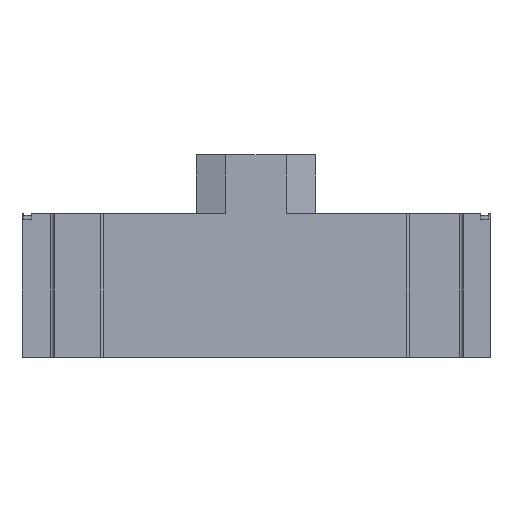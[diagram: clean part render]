
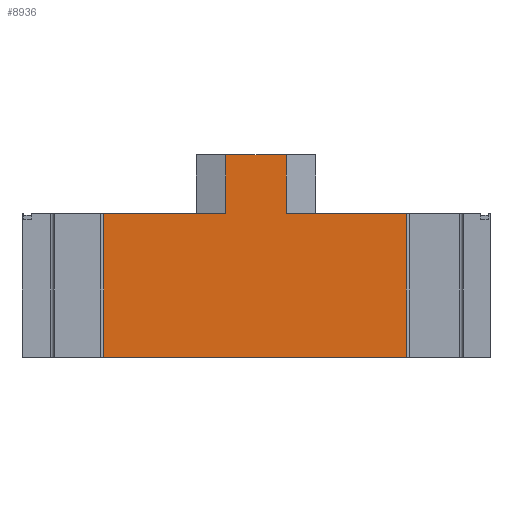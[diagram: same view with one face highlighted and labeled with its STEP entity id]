
A CAD part, front view. The second image highlights one B-rep face of the part: STEP entity #8936.
In plain terms, the highlighted planar face has unit normal (0, -1, 0).
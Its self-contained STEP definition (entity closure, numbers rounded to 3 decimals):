
#44 = PLANE('',#45);
#45 = AXIS2_PLACEMENT_3D('',#46,#47,#48);
#46 = CARTESIAN_POINT('',(-11.05,15.2,2.3));
#47 = DIRECTION('',(-0.,0.,-1.));
#48 = DIRECTION('',(0.,1.,0.));
#100 = PLANE('',#101);
#101 = AXIS2_PLACEMENT_3D('',#102,#103,#104);
#102 = CARTESIAN_POINT('',(-16.,32.,-5.5));
#103 = DIRECTION('',(0.,0.,1.));
#104 = DIRECTION('',(0.,-1.,0.));
#512 = VERTEX_POINT('',#513);
#513 = CARTESIAN_POINT('',(8.15,-15.9,2.3));
#532 = CYLINDRICAL_SURFACE('',#533,0.2);
#533 = AXIS2_PLACEMENT_3D('',#534,#535,#536);
#534 = CARTESIAN_POINT('',(8.35,-15.9,-7.7));
#535 = DIRECTION('',(0.,0.,1.));
#536 = DIRECTION('',(0.,1.,0.));
#544 = EDGE_CURVE('',#512,#545,#547,.T.);
#545 = VERTEX_POINT('',#546);
#546 = CARTESIAN_POINT('',(1.65,-15.9,2.3));
#547 = SURFACE_CURVE('',#548,(#552,#559),.PCURVE_S1.);
#548 = LINE('',#549,#550);
#549 = CARTESIAN_POINT('',(12.7,-15.9,2.3));
#550 = VECTOR('',#551,1.);
#551 = DIRECTION('',(-1.,0.,0.));
#552 = PCURVE('',#44,#553);
#553 = DEFINITIONAL_REPRESENTATION('',(#554),#558);
#554 = LINE('',#555,#556);
#555 = CARTESIAN_POINT('',(-31.1,23.75));
#556 = VECTOR('',#557,1.);
#557 = DIRECTION('',(0.,-1.));
#558 = ( GEOMETRIC_REPRESENTATION_CONTEXT(2) 
PARAMETRIC_REPRESENTATION_CONTEXT() REPRESENTATION_CONTEXT('2D SPACE',''
  ) );
#559 = PCURVE('',#560,#565);
#560 = PLANE('',#561);
#561 = AXIS2_PLACEMENT_3D('',#562,#563,#564);
#562 = CARTESIAN_POINT('',(8.,-15.9,-7.7));
#563 = DIRECTION('',(0.,1.,0.));
#564 = DIRECTION('',(0.,0.,1.));
#565 = DEFINITIONAL_REPRESENTATION('',(#566),#570);
#566 = LINE('',#567,#568);
#567 = CARTESIAN_POINT('',(10.,4.7));
#568 = VECTOR('',#569,1.);
#569 = DIRECTION('',(0.,-1.));
#570 = ( GEOMETRIC_REPRESENTATION_CONTEXT(2) 
PARAMETRIC_REPRESENTATION_CONTEXT() REPRESENTATION_CONTEXT('2D SPACE',''
  ) );
#588 = PLANE('',#589);
#589 = AXIS2_PLACEMENT_3D('',#590,#591,#592);
#590 = CARTESIAN_POINT('',(2.45,-15.667,2.3));
#591 = DIRECTION('',(0.28,-0.96,0.));
#592 = DIRECTION('',(0.,0.,-1.));
#2821 = PLANE('',#2822);
#2822 = AXIS2_PLACEMENT_3D('',#2823,#2824,#2825);
#2823 = CARTESIAN_POINT('',(-1.65,-16.,5.5));
#2824 = DIRECTION('',(0.,0.,1.));
#2825 = DIRECTION('',(1.,0.,-0.));
#2877 = PLANE('',#2878);
#2878 = AXIS2_PLACEMENT_3D('',#2879,#2880,#2881);
#2879 = CARTESIAN_POINT('',(-11.05,15.2,2.3));
#2880 = DIRECTION('',(-0.,0.,-1.));
#2881 = DIRECTION('',(0.,1.,0.));
#3515 = VERTEX_POINT('',#3516);
#3516 = CARTESIAN_POINT('',(-8.25,-15.9,-5.5));
#3530 = PLANE('',#3531);
#3531 = AXIS2_PLACEMENT_3D('',#3532,#3533,#3534);
#3532 = CARTESIAN_POINT('',(-8.25,-15.1,2.3));
#3533 = DIRECTION('',(-1.,0.,0.));
#3534 = DIRECTION('',(0.,-1.,0.));
#3542 = EDGE_CURVE('',#3515,#3543,#3545,.T.);
#3543 = VERTEX_POINT('',#3544);
#3544 = CARTESIAN_POINT('',(8.15,-15.9,-5.5));
#3545 = SURFACE_CURVE('',#3546,(#3550,#3557),.PCURVE_S1.);
#3546 = LINE('',#3547,#3548);
#3547 = CARTESIAN_POINT('',(12.,-15.9,-5.5));
#3548 = VECTOR('',#3549,1.);
#3549 = DIRECTION('',(1.,0.,0.));
#3550 = PCURVE('',#100,#3551);
#3551 = DEFINITIONAL_REPRESENTATION('',(#3552),#3556);
#3552 = LINE('',#3553,#3554);
#3553 = CARTESIAN_POINT('',(47.9,28.));
#3554 = VECTOR('',#3555,1.);
#3555 = DIRECTION('',(0.,1.));
#3556 = ( GEOMETRIC_REPRESENTATION_CONTEXT(2) 
PARAMETRIC_REPRESENTATION_CONTEXT() REPRESENTATION_CONTEXT('2D SPACE',''
  ) );
#3557 = PCURVE('',#560,#3558);
#3558 = DEFINITIONAL_REPRESENTATION('',(#3559),#3563);
#3559 = LINE('',#3560,#3561);
#3560 = CARTESIAN_POINT('',(2.2,4.));
#3561 = VECTOR('',#3562,1.);
#3562 = DIRECTION('',(0.,1.));
#3563 = ( GEOMETRIC_REPRESENTATION_CONTEXT(2) 
PARAMETRIC_REPRESENTATION_CONTEXT() REPRESENTATION_CONTEXT('2D SPACE',''
  ) );
#8892 = EDGE_CURVE('',#545,#8893,#8895,.T.);
#8893 = VERTEX_POINT('',#8894);
#8894 = CARTESIAN_POINT('',(1.65,-15.9,5.5));
#8895 = SURFACE_CURVE('',#8896,(#8900,#8907),.PCURVE_S1.);
#8896 = LINE('',#8897,#8898);
#8897 = CARTESIAN_POINT('',(1.65,-15.9,3.9));
#8898 = VECTOR('',#8899,1.);
#8899 = DIRECTION('',(-0.,0.,1.));
#8900 = PCURVE('',#588,#8901);
#8901 = DEFINITIONAL_REPRESENTATION('',(#8902),#8906);
#8902 = LINE('',#8903,#8904);
#8903 = CARTESIAN_POINT('',(-1.6,-0.833));
#8904 = VECTOR('',#8905,1.);
#8905 = DIRECTION('',(-1.,0.));
#8906 = ( GEOMETRIC_REPRESENTATION_CONTEXT(2) 
PARAMETRIC_REPRESENTATION_CONTEXT() REPRESENTATION_CONTEXT('2D SPACE',''
  ) );
#8907 = PCURVE('',#560,#8908);
#8908 = DEFINITIONAL_REPRESENTATION('',(#8909),#8913);
#8909 = LINE('',#8910,#8911);
#8910 = CARTESIAN_POINT('',(11.6,-6.35));
#8911 = VECTOR('',#8912,1.);
#8912 = DIRECTION('',(1.,0.));
#8913 = ( GEOMETRIC_REPRESENTATION_CONTEXT(2) 
PARAMETRIC_REPRESENTATION_CONTEXT() REPRESENTATION_CONTEXT('2D SPACE',''
  ) );
#8936 = ADVANCED_FACE('',(#8937),#560,.F.);
#8937 = FACE_BOUND('',#8938,.F.);
#8938 = EDGE_LOOP('',(#8939,#8940,#8963,#8986,#9014,#9035,#9036,#9037));
#8939 = ORIENTED_EDGE('',*,*,#3542,.F.);
#8940 = ORIENTED_EDGE('',*,*,#8941,.T.);
#8941 = EDGE_CURVE('',#3515,#8942,#8944,.T.);
#8942 = VERTEX_POINT('',#8943);
#8943 = CARTESIAN_POINT('',(-8.25,-15.9,2.3));
#8944 = SURFACE_CURVE('',#8945,(#8949,#8956),.PCURVE_S1.);
#8945 = LINE('',#8946,#8947);
#8946 = CARTESIAN_POINT('',(-8.25,-15.9,-1.6));
#8947 = VECTOR('',#8948,1.);
#8948 = DIRECTION('',(0.,-0.,1.));
#8949 = PCURVE('',#560,#8950);
#8950 = DEFINITIONAL_REPRESENTATION('',(#8951),#8955);
#8951 = LINE('',#8952,#8953);
#8952 = CARTESIAN_POINT('',(6.1,-16.25));
#8953 = VECTOR('',#8954,1.);
#8954 = DIRECTION('',(1.,0.));
#8955 = ( GEOMETRIC_REPRESENTATION_CONTEXT(2) 
PARAMETRIC_REPRESENTATION_CONTEXT() REPRESENTATION_CONTEXT('2D SPACE',''
  ) );
#8956 = PCURVE('',#3530,#8957);
#8957 = DEFINITIONAL_REPRESENTATION('',(#8958),#8962);
#8958 = LINE('',#8959,#8960);
#8959 = CARTESIAN_POINT('',(0.8,-3.9));
#8960 = VECTOR('',#8961,1.);
#8961 = DIRECTION('',(0.,1.));
#8962 = ( GEOMETRIC_REPRESENTATION_CONTEXT(2) 
PARAMETRIC_REPRESENTATION_CONTEXT() REPRESENTATION_CONTEXT('2D SPACE',''
  ) );
#8963 = ORIENTED_EDGE('',*,*,#8964,.F.);
#8964 = EDGE_CURVE('',#8965,#8942,#8967,.T.);
#8965 = VERTEX_POINT('',#8966);
#8966 = CARTESIAN_POINT('',(-1.65,-15.9,2.3));
#8967 = SURFACE_CURVE('',#8968,(#8972,#8979),.PCURVE_S1.);
#8968 = LINE('',#8969,#8970);
#8969 = CARTESIAN_POINT('',(12.7,-15.9,2.3));
#8970 = VECTOR('',#8971,1.);
#8971 = DIRECTION('',(-1.,0.,0.));
#8972 = PCURVE('',#560,#8973);
#8973 = DEFINITIONAL_REPRESENTATION('',(#8974),#8978);
#8974 = LINE('',#8975,#8976);
#8975 = CARTESIAN_POINT('',(10.,4.7));
#8976 = VECTOR('',#8977,1.);
#8977 = DIRECTION('',(0.,-1.));
#8978 = ( GEOMETRIC_REPRESENTATION_CONTEXT(2) 
PARAMETRIC_REPRESENTATION_CONTEXT() REPRESENTATION_CONTEXT('2D SPACE',''
  ) );
#8979 = PCURVE('',#2877,#8980);
#8980 = DEFINITIONAL_REPRESENTATION('',(#8981),#8985);
#8981 = LINE('',#8982,#8983);
#8982 = CARTESIAN_POINT('',(-31.1,23.75));
#8983 = VECTOR('',#8984,1.);
#8984 = DIRECTION('',(0.,-1.));
#8985 = ( GEOMETRIC_REPRESENTATION_CONTEXT(2) 
PARAMETRIC_REPRESENTATION_CONTEXT() REPRESENTATION_CONTEXT('2D SPACE',''
  ) );
#8986 = ORIENTED_EDGE('',*,*,#8987,.F.);
#8987 = EDGE_CURVE('',#8988,#8965,#8990,.T.);
#8988 = VERTEX_POINT('',#8989);
#8989 = CARTESIAN_POINT('',(-1.65,-15.9,5.5));
#8990 = SURFACE_CURVE('',#8991,(#8995,#9002),.PCURVE_S1.);
#8991 = LINE('',#8992,#8993);
#8992 = CARTESIAN_POINT('',(-1.65,-15.9,2.3));
#8993 = VECTOR('',#8994,1.);
#8994 = DIRECTION('',(0.,0.,-1.));
#8995 = PCURVE('',#560,#8996);
#8996 = DEFINITIONAL_REPRESENTATION('',(#8997),#9001);
#8997 = LINE('',#8998,#8999);
#8998 = CARTESIAN_POINT('',(10.,-9.65));
#8999 = VECTOR('',#9000,1.);
#9000 = DIRECTION('',(-1.,0.));
#9001 = ( GEOMETRIC_REPRESENTATION_CONTEXT(2) 
PARAMETRIC_REPRESENTATION_CONTEXT() REPRESENTATION_CONTEXT('2D SPACE',''
  ) );
#9002 = PCURVE('',#9003,#9008);
#9003 = PLANE('',#9004);
#9004 = AXIS2_PLACEMENT_3D('',#9005,#9006,#9007);
#9005 = CARTESIAN_POINT('',(-2.45,-15.667,2.3));
#9006 = DIRECTION('',(0.28,0.96,0.));
#9007 = DIRECTION('',(0.,0.,-1.));
#9008 = DEFINITIONAL_REPRESENTATION('',(#9009),#9013);
#9009 = LINE('',#9010,#9011);
#9010 = CARTESIAN_POINT('',(0.,-0.833));
#9011 = VECTOR('',#9012,1.);
#9012 = DIRECTION('',(1.,-0.));
#9013 = ( GEOMETRIC_REPRESENTATION_CONTEXT(2) 
PARAMETRIC_REPRESENTATION_CONTEXT() REPRESENTATION_CONTEXT('2D SPACE',''
  ) );
#9014 = ORIENTED_EDGE('',*,*,#9015,.F.);
#9015 = EDGE_CURVE('',#8893,#8988,#9016,.T.);
#9016 = SURFACE_CURVE('',#9017,(#9021,#9028),.PCURVE_S1.);
#9017 = LINE('',#9018,#9019);
#9018 = CARTESIAN_POINT('',(3.25,-15.9,5.5));
#9019 = VECTOR('',#9020,1.);
#9020 = DIRECTION('',(-1.,0.,0.));
#9021 = PCURVE('',#560,#9022);
#9022 = DEFINITIONAL_REPRESENTATION('',(#9023),#9027);
#9023 = LINE('',#9024,#9025);
#9024 = CARTESIAN_POINT('',(13.2,-4.75));
#9025 = VECTOR('',#9026,1.);
#9026 = DIRECTION('',(0.,-1.));
#9027 = ( GEOMETRIC_REPRESENTATION_CONTEXT(2) 
PARAMETRIC_REPRESENTATION_CONTEXT() REPRESENTATION_CONTEXT('2D SPACE',''
  ) );
#9028 = PCURVE('',#2821,#9029);
#9029 = DEFINITIONAL_REPRESENTATION('',(#9030),#9034);
#9030 = LINE('',#9031,#9032);
#9031 = CARTESIAN_POINT('',(4.9,0.1));
#9032 = VECTOR('',#9033,1.);
#9033 = DIRECTION('',(-1.,0.));
#9034 = ( GEOMETRIC_REPRESENTATION_CONTEXT(2) 
PARAMETRIC_REPRESENTATION_CONTEXT() REPRESENTATION_CONTEXT('2D SPACE',''
  ) );
#9035 = ORIENTED_EDGE('',*,*,#8892,.F.);
#9036 = ORIENTED_EDGE('',*,*,#544,.F.);
#9037 = ORIENTED_EDGE('',*,*,#9038,.F.);
#9038 = EDGE_CURVE('',#3543,#512,#9039,.T.);
#9039 = SURFACE_CURVE('',#9040,(#9044,#9051),.PCURVE_S1.);
#9040 = LINE('',#9041,#9042);
#9041 = CARTESIAN_POINT('',(8.15,-15.9,-7.7));
#9042 = VECTOR('',#9043,1.);
#9043 = DIRECTION('',(0.,0.,1.));
#9044 = PCURVE('',#560,#9045);
#9045 = DEFINITIONAL_REPRESENTATION('',(#9046),#9050);
#9046 = LINE('',#9047,#9048);
#9047 = CARTESIAN_POINT('',(0.,0.15));
#9048 = VECTOR('',#9049,1.);
#9049 = DIRECTION('',(1.,0.));
#9050 = ( GEOMETRIC_REPRESENTATION_CONTEXT(2) 
PARAMETRIC_REPRESENTATION_CONTEXT() REPRESENTATION_CONTEXT('2D SPACE',''
  ) );
#9051 = PCURVE('',#532,#9052);
#9052 = DEFINITIONAL_REPRESENTATION('',(#9053),#9057);
#9053 = LINE('',#9054,#9055);
#9054 = CARTESIAN_POINT('',(7.854,0.));
#9055 = VECTOR('',#9056,1.);
#9056 = DIRECTION('',(0.,1.));
#9057 = ( GEOMETRIC_REPRESENTATION_CONTEXT(2) 
PARAMETRIC_REPRESENTATION_CONTEXT() REPRESENTATION_CONTEXT('2D SPACE',''
  ) );
